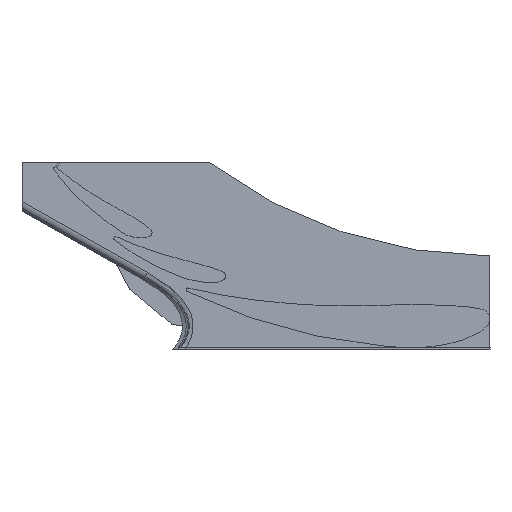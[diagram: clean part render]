
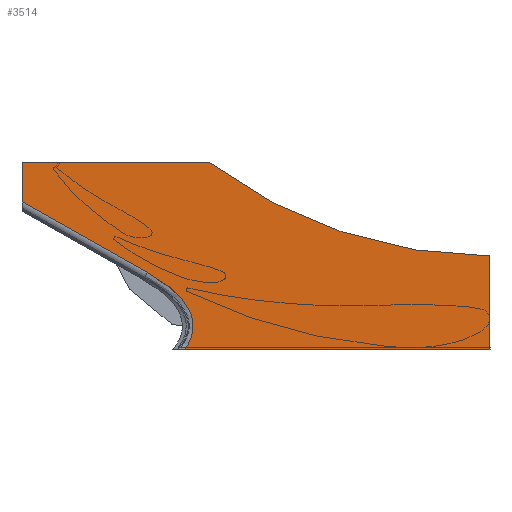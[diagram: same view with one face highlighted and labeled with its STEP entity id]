
A CAD part, front view. The second image highlights one B-rep face of the part: STEP entity #3514.
In plain terms, the highlighted face is planar.
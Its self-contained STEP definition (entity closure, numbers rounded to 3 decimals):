
#67=B_SPLINE_CURVE_WITH_KNOTS('',3,(#6553,#6554,#6555,#6556,#6557,#6558,
#6559,#6560,#6561,#6562,#6563,#6564,#6565),.UNSPECIFIED.,.F.,.F.,(4,1,1,
1,1,1,1,1,1,1,4),(-11.898,-10.318,-8.739,
-7.159,-5.579,-4.789,-3.999,
-3.209,-2.419,-1.629,-1.327),
 .UNSPECIFIED.);
#445=LINE('',#6306,#716);
#463=LINE('',#6586,#734);
#465=LINE('',#6590,#736);
#469=LINE('',#6602,#740);
#470=LINE('',#6604,#741);
#716=VECTOR('',#5071,10.);
#734=VECTOR('',#5111,10.);
#736=VECTOR('',#5115,10.);
#740=VECTOR('',#5123,10.);
#741=VECTOR('',#5126,10.);
#1034=FACE_OUTER_BOUND('',#1223,.T.);
#1223=EDGE_LOOP('',(#3242,#3243,#3244,#3245,#3246,#3247,#3248));
#1427=CIRCLE('',#4033,500.);
#1726=VERTEX_POINT('',#6299);
#1727=VERTEX_POINT('',#6301);
#1728=VERTEX_POINT('',#6305);
#1745=VERTEX_POINT('',#6544);
#1747=VERTEX_POINT('',#6552);
#1750=VERTEX_POINT('',#6583);
#1751=VERTEX_POINT('',#6589);
#2210=EDGE_CURVE('',#1726,#1727,#1427,.T.);
#2212=EDGE_CURVE('',#1727,#1728,#445,.T.);
#2238=EDGE_CURVE('',#1747,#1745,#67,.T.);
#2243=EDGE_CURVE('',#1750,#1747,#463,.T.);
#2245=EDGE_CURVE('',#1750,#1751,#465,.T.);
#2249=EDGE_CURVE('',#1728,#1745,#469,.T.);
#2250=EDGE_CURVE('',#1751,#1726,#470,.T.);
#3242=ORIENTED_EDGE('',*,*,#2210,.F.);
#3243=ORIENTED_EDGE('',*,*,#2250,.F.);
#3244=ORIENTED_EDGE('',*,*,#2245,.F.);
#3245=ORIENTED_EDGE('',*,*,#2243,.T.);
#3246=ORIENTED_EDGE('',*,*,#2238,.T.);
#3247=ORIENTED_EDGE('',*,*,#2249,.F.);
#3248=ORIENTED_EDGE('',*,*,#2212,.F.);
#3325=PLANE('',#4050);
#3514=ADVANCED_FACE('',(#1034),#3325,.F.);
#4033=AXIS2_PLACEMENT_3D('',#6302,#5066,#5067);
#4050=AXIS2_PLACEMENT_3D('',#6605,#5127,#5128);
#5066=DIRECTION('center_axis',(0.,1.,0.));
#5067=DIRECTION('ref_axis',(0.,0.,1.));
#5071=DIRECTION('',(0.,0.,1.));
#5111=DIRECTION('',(0.871,0.,0.491));
#5115=DIRECTION('',(0.,0.,-1.));
#5123=DIRECTION('',(-1.,0.,0.));
#5126=DIRECTION('',(1.,0.,0.));
#5127=DIRECTION('center_axis',(0.,-1.,0.));
#5128=DIRECTION('ref_axis',(0.,0.,-1.));
#6299=CARTESIAN_POINT('',(-50.,2.5,-100.));
#6301=CARTESIAN_POINT('',(250.,2.5,0.));
#6302=CARTESIAN_POINT('Origin',(250.,2.5,-500.));
#6305=CARTESIAN_POINT('',(250.,2.5,100.));
#6306=CARTESIAN_POINT('',(250.,2.5,100.));
#6544=CARTESIAN_POINT('',(-76.224,2.5,100.));
#6552=CARTESIAN_POINT('',(-116.054,2.5,17.583));
#6553=CARTESIAN_POINT('Ctrl Pts',(-116.054,2.5,17.583));
#6554=CARTESIAN_POINT('Ctrl Pts',(-111.466,2.5,20.168));
#6555=CARTESIAN_POINT('Ctrl Pts',(-102.478,2.5,25.636));
#6556=CARTESIAN_POINT('Ctrl Pts',(-89.779,2.5,35.084));
#6557=CARTESIAN_POINT('Ctrl Pts',(-78.452,2.5,46.174));
#6558=CARTESIAN_POINT('Ctrl Pts',(-71.168,2.5,57.288));
#6559=CARTESIAN_POINT('Ctrl Pts',(-67.859,2.5,67.358));
#6560=CARTESIAN_POINT('Ctrl Pts',(-67.022,2.5,75.259));
#6561=CARTESIAN_POINT('Ctrl Pts',(-67.976,2.5,83.152));
#6562=CARTESIAN_POINT('Ctrl Pts',(-70.545,2.5,90.66));
#6563=CARTESIAN_POINT('Ctrl Pts',(-73.583,2.5,96.173));
#6564=CARTESIAN_POINT('Ctrl Pts',(-75.636,2.5,99.181));
#6565=CARTESIAN_POINT('Ctrl Pts',(-76.224,2.5,100.));
#6583=CARTESIAN_POINT('',(-250.,2.5,-57.885));
#6586=CARTESIAN_POINT('',(30.069,2.5,99.912));
#6589=CARTESIAN_POINT('',(-250.,2.5,-100.));
#6590=CARTESIAN_POINT('',(-250.,2.5,-100.));
#6602=CARTESIAN_POINT('',(-250.,2.5,100.));
#6604=CARTESIAN_POINT('',(250.,2.5,-100.));
#6605=CARTESIAN_POINT('Origin',(0.,2.5,0.));
